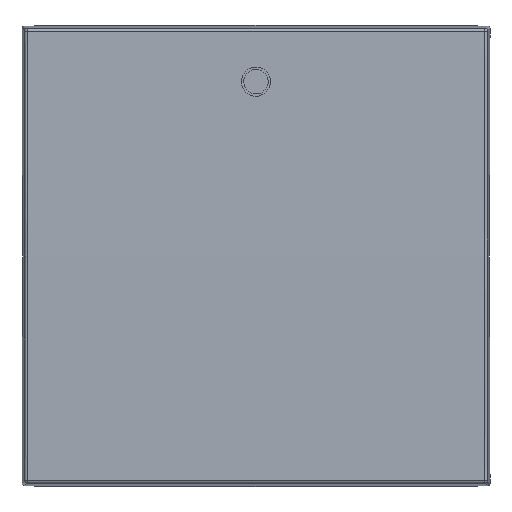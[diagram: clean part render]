
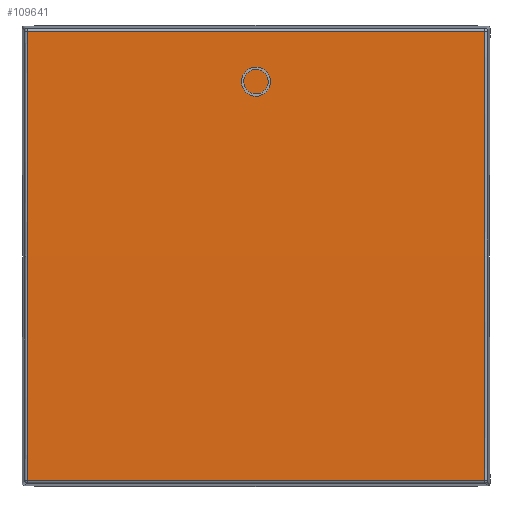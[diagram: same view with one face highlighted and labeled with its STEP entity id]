
A CAD part, top view. The second image highlights one B-rep face of the part: STEP entity #109641.
In plain terms, the highlighted cylindrical face has radius 1600 mm (diameter 3200 mm), a partial arc.
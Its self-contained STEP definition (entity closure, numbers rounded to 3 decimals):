
#79988=CARTESIAN_POINT('',(-27.202,7.71,
26.707));
#79989=CARTESIAN_POINT('',(-27.2,7.77,
23.124));
#79990=CARTESIAN_POINT('',(-27.196,7.864,
16.006));
#79991=CARTESIAN_POINT('',(-27.193,7.934,
5.746));
#79992=CARTESIAN_POINT('',(-27.193,7.938,
-4.91));
#79993=CARTESIAN_POINT('',(-27.196,7.867,
-15.784));
#79994=CARTESIAN_POINT('',(-27.2,7.771,
-23.056));
#79995=CARTESIAN_POINT('',(-27.202,7.71,
-26.707));
#79997=DIRECTION('',(1.,0.,0.));
#79998=VECTOR('',#79997,54.405);
#79999=CARTESIAN_POINT('',(-27.202,7.71,
-26.707));
#80000=LINE('32899',#79999,#79998);
#80001=CARTESIAN_POINT('',(27.202,7.71,
-26.707));
#80002=CARTESIAN_POINT('',(27.2,7.77,
-23.124));
#80003=CARTESIAN_POINT('',(27.196,7.864,
-16.006));
#80004=CARTESIAN_POINT('',(27.193,7.934,
-5.745));
#80005=CARTESIAN_POINT('',(27.193,7.938,4.91));
#80006=CARTESIAN_POINT('',(27.196,7.867,15.784));
#80007=CARTESIAN_POINT('',(27.2,7.771,23.056));
#80008=CARTESIAN_POINT('',(27.202,7.71,26.707));
#80010=DIRECTION('',(-1.,0.,0.));
#80011=VECTOR('',#80010,54.405);
#80012=CARTESIAN_POINT('',(27.202,7.71,26.707));
#80013=LINE('32905',#80012,#80011);
#83698=VERTEX_POINT('',#79988);
#83699=VERTEX_POINT('',#79995);
#83700=CARTESIAN_POINT('',(27.202,7.71,
-26.707));
#83701=VERTEX_POINT('',#83700);
#83702=VERTEX_POINT('',#80008);
#109630=CARTESIAN_POINT('',(-27.8,-1592.067,0.));
#109631=DIRECTION('',(1.,0.,0.));
#109632=DIRECTION('',(0.,0.,-1.));
#109633=AXIS2_PLACEMENT_3D('',#109630,#109631,#109632);
#109634=CYLINDRICAL_SURFACE('32885',#109633,1600.);
#109635=ORIENTED_EDGE('32896',*,*,#109519,.T.);
#109636=ORIENTED_EDGE('32899',*,*,#109545,.T.);
#109637=ORIENTED_EDGE('32902',*,*,#109599,.T.);
#109638=ORIENTED_EDGE('32905',*,*,#109624,.T.);
#109639=EDGE_LOOP('32885',(#109635,#109636,#109637,#109638));
#109640=FACE_OUTER_BOUND('32885',#109639,.F.);
#79996=B_SPLINE_CURVE_WITH_KNOTS('32896',3,(#79988,#79989,#79990,#79991,#79992,
#79993,#79994,#79995),.UNSPECIFIED.,.F.,.F.,(4,1,1,1,1,4),(0.,0.2,0.4,
0.6,0.8,1.),.UNSPECIFIED.);
#80009=B_SPLINE_CURVE_WITH_KNOTS('32902',3,(#80001,#80002,#80003,#80004,#80005,
#80006,#80007,#80008),.UNSPECIFIED.,.F.,.F.,(4,1,1,1,1,4),(0.,0.2,0.4,
0.6,0.8,1.),.UNSPECIFIED.);
#109519=EDGE_CURVE('32896',#83698,#83699,#79996,.T.);
#109545=EDGE_CURVE('32899',#83699,#83701,#80000,.T.);
#109599=EDGE_CURVE('32902',#83701,#83702,#80009,.T.);
#109624=EDGE_CURVE('32905',#83702,#83698,#80013,.T.);
#109641=ADVANCED_FACE('32885',(#109640),#109634,.T.);
